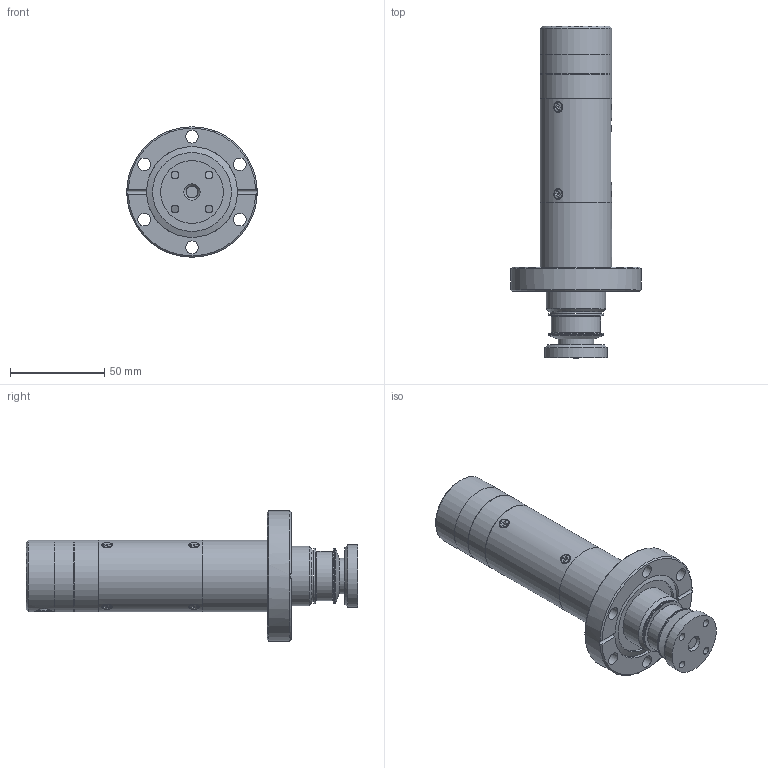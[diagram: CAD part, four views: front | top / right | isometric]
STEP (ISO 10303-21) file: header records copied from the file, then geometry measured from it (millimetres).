
FILE_DESCRIPTION (( 'STEP AP214' ), '1' );
FILE_NAME ('aspf, SLO, FLMR-275-50-1, AP214.STEP', '2025-08-19T16:02:10', ( '' ), ( '' ), 'SwSTEP 2.0', 'SolidWorks 2023', '' );
FILE_SCHEMA (( 'AUTOMOTIVE_DESIGN' ));
Length unit declared in the file: inch
Products named in the file (1): aspf, SLO, FLMR-275-50-1, AP214
Bounding box: 69.34 x 176.38 x 69.34 mm (x, y, z)
Surface area: 48383.4 mm2 (no closed solid volume)
Topology: 0 solids, 22 shells, 190 faces, 501 edges, 333 vertices
Faces by surface type: plane 120, cylinder 50, cone 20
Full cylindrical faces by diameter (mm): 3.175 x1, 4.039 x5, 4.089 x1, 4.953 x6, 5.588 x1, 6.731 x6, 7.937 x1, 9.804 x1, 19.05 x1, 22.225 x1, 26.162 x1, 27.305 x1, 29.337 x4, 31.75 x1, 33.325 x1, 34.747 x1, 34.798 x2, 38.075 x1, 38.1 x4, 41.91 x1, 48.311 x1, 69.342 x1
Entity records: 9359 total; most frequent: CARTESIAN_POINT 2564, DIRECTION 886, ORIENTED_EDGE 685, EDGE_CURVE 407, EDGE_LOOP 328, AXIS2_PLACEMENT_3D 327, VERTEX_POINT 306, FACE_OUTER_BOUND 233
